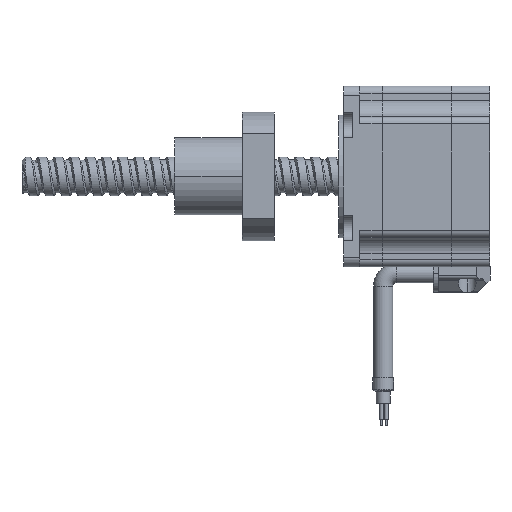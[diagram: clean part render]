
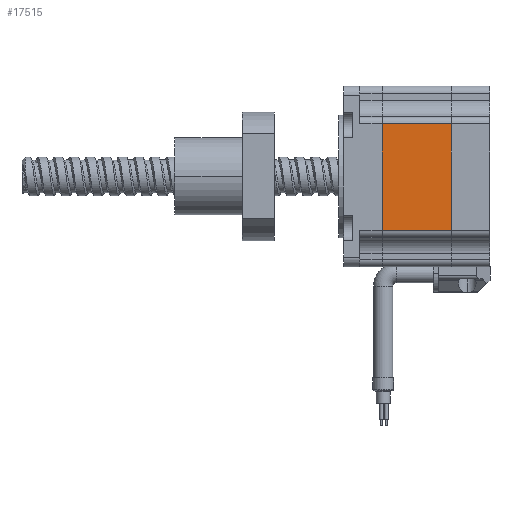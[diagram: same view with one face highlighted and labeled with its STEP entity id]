
A CAD part, left-side view. The second image highlights one B-rep face of the part: STEP entity #17515.
In plain terms, the highlighted planar face has unit normal (-1, 0, 0).
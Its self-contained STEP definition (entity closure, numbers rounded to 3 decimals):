
#642 = VERTEX_POINT ( 'NONE', #1984 ) ;
#1021 = DIRECTION ( 'NONE',  ( 0., 1., 0. ) ) ;
#1598 = VECTOR ( 'NONE', #1021, 1000. ) ;
#1984 = CARTESIAN_POINT ( 'NONE',  ( -28.1, -7.001, -16.7 ) ) ;
#2329 = AXIS2_PLACEMENT_3D ( 'NONE', #18796, #12247, #10322 ) ;
#2713 = ORIENTED_EDGE ( 'NONE', *, *, #11984, .F. ) ;
#3204 = CARTESIAN_POINT ( 'NONE',  ( -28.1, -7.001, 16.3 ) ) ;
#4428 = VECTOR ( 'NONE', #18107, 1000. ) ;
#4808 = VERTEX_POINT ( 'NONE', #7505 ) ;
#6152 = LINE ( 'NONE', #10012, #17745 ) ;
#6921 = PLANE ( 'NONE',  #2329 ) ;
#7128 = VERTEX_POINT ( 'NONE', #20842 ) ;
#7219 = LINE ( 'NONE', #10943, #7336 ) ;
#7336 = VECTOR ( 'NONE', #14113, 1000. ) ;
#7505 = CARTESIAN_POINT ( 'NONE',  ( -28.1, -28.49, 16.3 ) ) ;
#9683 = EDGE_CURVE ( 'NONE', #4808, #7128, #6152, .T. ) ;
#10012 = CARTESIAN_POINT ( 'NONE',  ( -28.1, -28.49, 25.1 ) ) ;
#10322 = DIRECTION ( 'NONE',  ( 0., 0., -1. ) ) ;
#10943 = CARTESIAN_POINT ( 'NONE',  ( -28.1, -7.001, 25.1 ) ) ;
#10991 = EDGE_CURVE ( 'NONE', #4808, #13908, #19695, .T. ) ;
#11323 = LINE ( 'NONE', #16510, #1598 ) ;
#11711 = DIRECTION ( 'NONE',  ( 0., 0., -1. ) ) ;
#11984 = EDGE_CURVE ( 'NONE', #642, #13908, #7219, .T. ) ;
#12247 = DIRECTION ( 'NONE',  ( 1., 0., 0. ) ) ;
#13908 = VERTEX_POINT ( 'NONE', #3204 ) ;
#14113 = DIRECTION ( 'NONE',  ( 0., 0., 1. ) ) ;
#14503 = CARTESIAN_POINT ( 'NONE',  ( -28.1, -40.5, 16.3 ) ) ;
#15218 = ORIENTED_EDGE ( 'NONE', *, *, #9683, .F. ) ;
#16115 = EDGE_CURVE ( 'NONE', #7128, #642, #11323, .T. ) ;
#16409 = ORIENTED_EDGE ( 'NONE', *, *, #10991, .T. ) ;
#16510 = CARTESIAN_POINT ( 'NONE',  ( -28.1, -40.5, -16.7 ) ) ;
#17515 = ADVANCED_FACE ( 'NONE', ( #20497 ), #6921, .F. ) ;
#17595 = ORIENTED_EDGE ( 'NONE', *, *, #16115, .F. ) ;
#17745 = VECTOR ( 'NONE', #11711, 1000. ) ;
#18107 = DIRECTION ( 'NONE',  ( 0., 1., 0. ) ) ;
#18796 = CARTESIAN_POINT ( 'NONE',  ( -28.1, 5., 25.1 ) ) ;
#19119 = EDGE_LOOP ( 'NONE', ( #15218, #16409, #2713, #17595 ) ) ;
#19695 = LINE ( 'NONE', #14503, #4428 ) ;
#20497 = FACE_OUTER_BOUND ( 'NONE', #19119, .T. ) ;
#20842 = CARTESIAN_POINT ( 'NONE',  ( -28.1, -28.49, -16.7 ) ) ;
